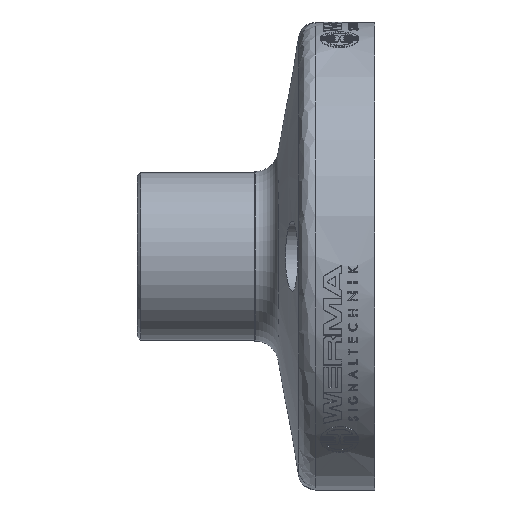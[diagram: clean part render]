
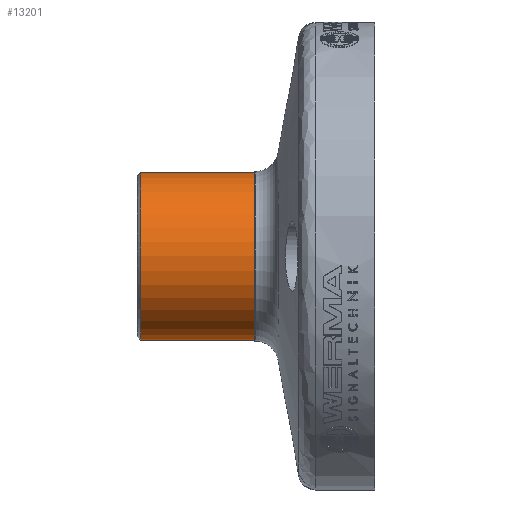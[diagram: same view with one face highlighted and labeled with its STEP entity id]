
A CAD part, front view. The second image highlights one B-rep face of the part: STEP entity #13201.
In plain terms, the highlighted cylindrical face has radius 12.55 mm (diameter 25.1 mm), a partial arc.
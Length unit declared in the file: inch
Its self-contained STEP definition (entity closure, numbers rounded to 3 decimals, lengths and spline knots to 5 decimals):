
#2393 = DIRECTION ( 'NONE',  ( 1., 0., 0. ) ) ;
#4248 = DIRECTION ( 'NONE',  ( 0., 0., -1. ) ) ;
#5016 = VERTEX_POINT ( 'NONE', #5823 ) ;
#5254 = VERTEX_POINT ( 'NONE', #28220 ) ;
#5474 = EDGE_LOOP ( 'NONE', ( #19190, #9177, #25577, #24029 ) ) ;
#5823 = CARTESIAN_POINT ( 'NONE',  ( -0.64567, 0., -0.49409 ) ) ;
#5888 = DIRECTION ( 'NONE',  ( -1., 0., 0. ) ) ;
#6564 = CARTESIAN_POINT ( 'NONE',  ( -0.99213, 0., 0. ) ) ;
#6919 = CARTESIAN_POINT ( 'NONE',  ( -0.64567, 0., 0.49409 ) ) ;
#8332 = DIRECTION ( 'NONE',  ( 1., 0., 0. ) ) ;
#8521 = CARTESIAN_POINT ( 'NONE',  ( -0.99213, 0., 0.49409 ) ) ;
#8524 = AXIS2_PLACEMENT_3D ( 'NONE', #13781, #15969, #27376 ) ;
#9177 = ORIENTED_EDGE ( 'NONE', *, *, #20492, .F. ) ;
#9743 = EDGE_CURVE ( 'NONE', #5016, #13732, #12629, .T. ) ;
#10140 = CYLINDRICAL_SURFACE ( 'NONE', #24054, 0.49409 ) ;
#10698 = VECTOR ( 'NONE', #8332, 39.37008 ) ;
#11995 = VERTEX_POINT ( 'NONE', #20131 ) ;
#12629 = CIRCLE ( 'NONE', #8524, 0.49409 ) ;
#13201 = ADVANCED_FACE ( 'NONE', ( #17315 ), #10140, .T. ) ;
#13732 = VERTEX_POINT ( 'NONE', #6919 ) ;
#13781 = CARTESIAN_POINT ( 'NONE',  ( -0.64567, 0., 0. ) ) ;
#14710 = EDGE_CURVE ( 'NONE', #11995, #13732, #20224, .T. ) ;
#14717 = CARTESIAN_POINT ( 'NONE',  ( -1.3189, 0., 0. ) ) ;
#15969 = DIRECTION ( 'NONE',  ( -1., 0., 0. ) ) ;
#17214 = DIRECTION ( 'NONE',  ( 1., 0., 0. ) ) ;
#17315 = FACE_OUTER_BOUND ( 'NONE', #5474, .T. ) ;
#19074 = DIRECTION ( 'NONE',  ( 0., -1., 0. ) ) ;
#19190 = ORIENTED_EDGE ( 'NONE', *, *, #14710, .F. ) ;
#20131 = CARTESIAN_POINT ( 'NONE',  ( -1.3189, 0., 0.49409 ) ) ;
#20224 = LINE ( 'NONE', #8521, #10698 ) ;
#20492 = EDGE_CURVE ( 'NONE', #5254, #11995, #21793, .T. ) ;
#20500 = LINE ( 'NONE', #22123, #25681 ) ;
#21375 = EDGE_CURVE ( 'NONE', #5254, #5016, #20500, .T. ) ;
#21793 = CIRCLE ( 'NONE', #26376, 0.49409 ) ;
#22123 = CARTESIAN_POINT ( 'NONE',  ( -0.99213, 0., -0.49409 ) ) ;
#24029 = ORIENTED_EDGE ( 'NONE', *, *, #9743, .T. ) ;
#24054 = AXIS2_PLACEMENT_3D ( 'NONE', #6564, #17214, #4248 ) ;
#25577 = ORIENTED_EDGE ( 'NONE', *, *, #21375, .T. ) ;
#25681 = VECTOR ( 'NONE', #2393, 39.37008 ) ;
#26376 = AXIS2_PLACEMENT_3D ( 'NONE', #14717, #5888, #19074 ) ;
#27376 = DIRECTION ( 'NONE',  ( 0., 0., -1. ) ) ;
#28220 = CARTESIAN_POINT ( 'NONE',  ( -1.3189, 0., -0.49409 ) ) ;
